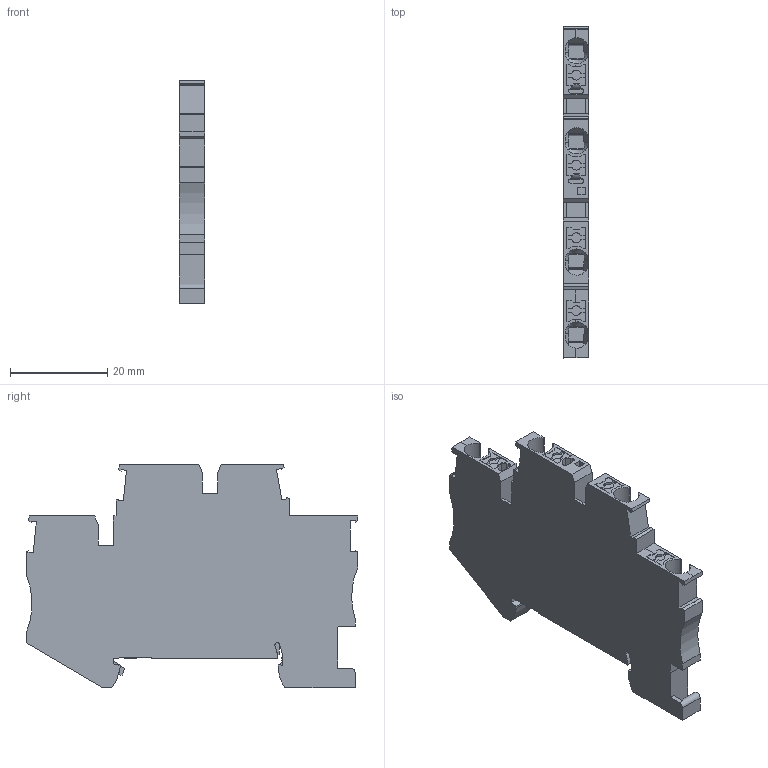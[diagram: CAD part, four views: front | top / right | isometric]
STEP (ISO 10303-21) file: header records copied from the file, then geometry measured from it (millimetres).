
FILE_DESCRIPTION(('Creo Elements/Direct Modeling STEP Export'),'2;1');
FILE_NAME('model.stp','2017-12-16T10:32:05',(''),(''),'Creo Elements/Direct Modeling STEP processor for AP214 (Solid Model)','Creo Elements/Direct Modeling 18.1I 14-Aug-2016 (C) Parametric Technology GmbH','');
FILE_SCHEMA(('AUTOMOTIVE_DESIGN { 1 0 10303 214 1 1 1 1 }'));
Length unit declared in the file: millimetre
Products named in the file (2): PTTB_2.5_PE_N-select
Assembly tree (1 placements, depth 2):
  PTTB_2.5_PE_N-select
    PTTB_2.5_PE_N-select
Bounding box: 5.15 x 68.15 x 45.85 mm (x, y, z)
Volume: 10695.5 mm3; surface area: 7578.2 mm2
Topology: 1 solids, 1 shells, 312 faces, 902 edges, 596 vertices
Faces by surface type: plane 263, cylinder 31, torus 8, extrusion 6, cone 4
Entity records: 14318 total; most frequent: CARTESIAN_POINT 3714, ORIENTED_EDGE 1804, DIRECTION 1495, EDGE_CURVE 902, VECTOR 741, LINE 735, VERTEX_POINT 596, AXIS2_PLACEMENT_3D 377
